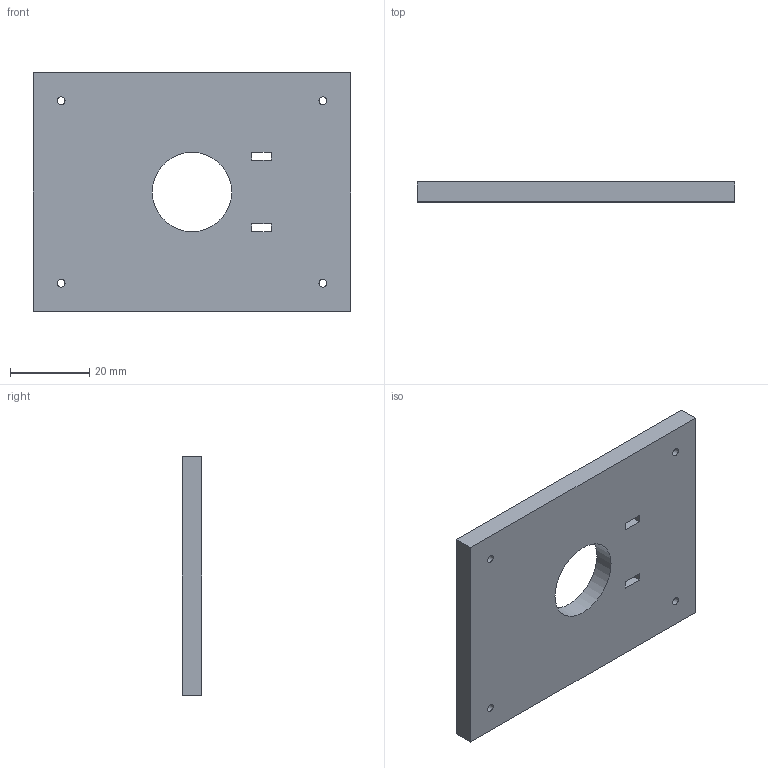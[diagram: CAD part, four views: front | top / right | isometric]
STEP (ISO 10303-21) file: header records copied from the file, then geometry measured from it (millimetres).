
FILE_DESCRIPTION(/* description */ (''),/* implementation_level */ '2;1');
FILE_NAME(/* name */ 'PEDESTALbasetotal.step',/* time_stamp */ '2018-10-05T18:19:57+02:00',/* author */ ('Rodrigo HC'),/* organization */ (''),/* preprocessor_version */ 'ST-DEVELOPER v16.1',/* originating_system */ 'Autodesk Inventor 2016',/* authorisation */ '');
FILE_SCHEMA (('AUTOMOTIVE_DESIGN { 1 0 10303 214 3 1 1 }'));
Length unit declared in the file: millimetre
Products named in the file (1): PEDESTALbasetotal
Bounding box: 80 x 5 x 60 mm (x, y, z)
Volume: 22266.4 mm3; surface area: 10886.4 mm2
Topology: 1 solids, 1 shells, 19 faces, 74 edges, 75 vertices
Faces by surface type: plane 14, cylinder 5
Full cylindrical faces by diameter (mm): 2 x4, 20 x1
Entity records: 783 total; most frequent: CARTESIAN_POINT 159, DIRECTION 124, ORIENTED_EDGE 92, LINE 54, VECTOR 54, EDGE_CURVE 46, EDGE_LOOP 38, AXIS2_PLACEMENT_3D 35
